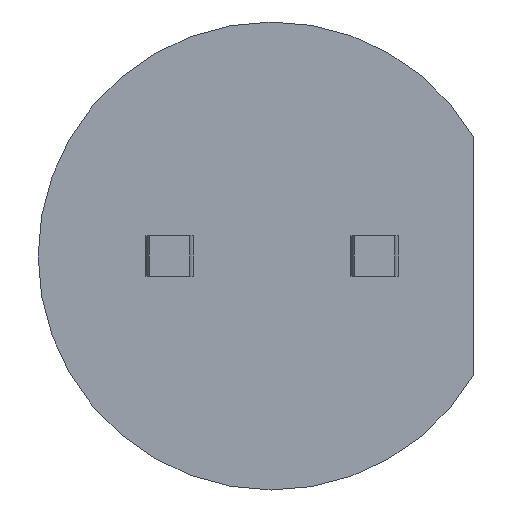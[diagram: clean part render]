
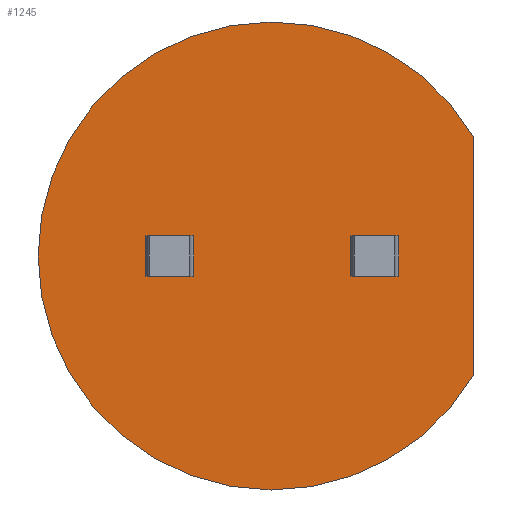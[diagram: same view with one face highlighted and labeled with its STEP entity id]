
A CAD part, front view. The second image highlights one B-rep face of the part: STEP entity #1245.
In plain terms, the highlighted planar face has unit normal (0, -1, 0).
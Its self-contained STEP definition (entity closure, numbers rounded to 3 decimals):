
#1191=CARTESIAN_POINT('',(1.47,-4.852,2.5));
#1192=VERTEX_POINT('',#1191);
#1193=CARTESIAN_POINT('',(-1.47,-4.852,2.5));
#1194=VERTEX_POINT('',#1193);
#1195=CARTESIAN_POINT('',(0.,-4.852,0.0));
#1196=DIRECTION('',(0.0,1.0,0.0));
#1197=DIRECTION('',(0.0,0.0,1.0));
#1198=AXIS2_PLACEMENT_3D('',#1195,#1196,#1197);
#1199=CIRCLE('',#1198,2.9);
#1200=EDGE_CURVE('',#1192,#1194,#1199,.T.);
#1223=CARTESIAN_POINT('',(-1.47,-4.852,2.5));
#1224=DIRECTION('',(1.0,0.0,0.0));
#1225=VECTOR('',#1224,2.939);
#1226=LINE('',#1223,#1225);
#1227=EDGE_CURVE('',#1194,#1192,#1226,.T.);
#1236=CARTESIAN_POINT('',(0.,-4.852,0.178));
#1237=DIRECTION('',(0.0,1.0,0.0));
#1238=DIRECTION('',(0.0,0.0,1.0));
#1239=AXIS2_PLACEMENT_3D('',#1236,#1237,#1238);
#1240=PLANE('',#1239);
#1241=ORIENTED_EDGE('',*,*,#1200,.F.);
#1242=ORIENTED_EDGE('',*,*,#1227,.F.);
#1243=EDGE_LOOP('',(#1241,#1242));
#1244=FACE_OUTER_BOUND('',#1243,.T.);
#1245=ADVANCED_FACE('',(#1244),#1240,.F.);
